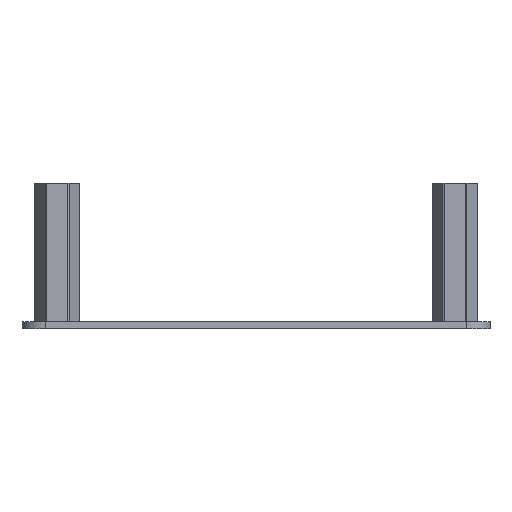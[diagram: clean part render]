
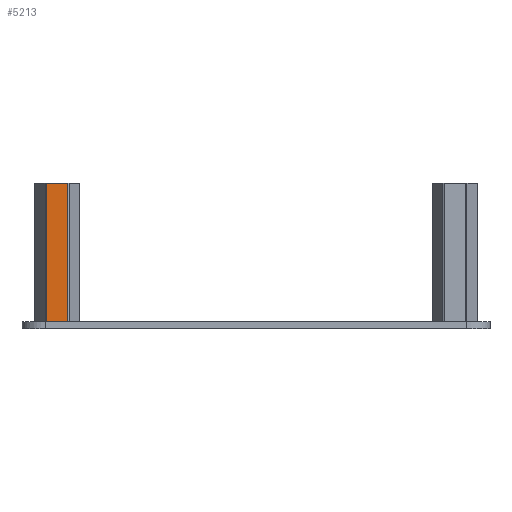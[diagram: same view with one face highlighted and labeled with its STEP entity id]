
A CAD part, front view. The second image highlights one B-rep face of the part: STEP entity #5213.
In plain terms, the highlighted planar face has unit normal (0, -1, 0).
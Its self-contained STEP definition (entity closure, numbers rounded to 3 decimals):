
#344=FACE_OUTER_BOUND('',#633,.T.);
#633=EDGE_LOOP('',(#4628,#4629,#4630,#4631));
#1324=LINE('',#8234,#2029);
#1335=LINE('',#8254,#2040);
#1336=LINE('',#8257,#2041);
#1337=LINE('',#8258,#2042);
#2029=VECTOR('',#6754,10.);
#2040=VECTOR('',#6767,10.);
#2041=VECTOR('',#6770,10.);
#2042=VECTOR('',#6771,10.);
#2522=VERTEX_POINT('',#8231);
#2523=VERTEX_POINT('',#8233);
#2531=VERTEX_POINT('',#8252);
#2532=VERTEX_POINT('',#8256);
#3233=EDGE_CURVE('',#2522,#2523,#1324,.T.);
#3244=EDGE_CURVE('',#2531,#2522,#1335,.T.);
#3245=EDGE_CURVE('',#2531,#2532,#1336,.T.);
#3246=EDGE_CURVE('',#2523,#2532,#1337,.T.);
#4628=ORIENTED_EDGE('',*,*,#3244,.F.);
#4629=ORIENTED_EDGE('',*,*,#3245,.T.);
#4630=ORIENTED_EDGE('',*,*,#3246,.F.);
#4631=ORIENTED_EDGE('',*,*,#3233,.F.);
#4951=PLANE('',#5521);
#5213=ADVANCED_FACE('',(#344),#4951,.T.);
#5521=AXIS2_PLACEMENT_3D('',#8255,#6768,#6769);
#6754=DIRECTION('',(1.,0.,0.));
#6767=DIRECTION('',(0.,0.,1.));
#6768=DIRECTION('center_axis',(0.,-1.,0.));
#6769=DIRECTION('ref_axis',(1.,0.,0.));
#6770=DIRECTION('',(1.,0.,0.));
#6771=DIRECTION('',(0.,0.,-1.));
#8231=CARTESIAN_POINT('',(-2.283,-4.3,30.));
#8233=CARTESIAN_POINT('',(2.283,-4.3,30.));
#8234=CARTESIAN_POINT('',(-2.483,-4.3,30.));
#8252=CARTESIAN_POINT('',(-2.283,-4.3,0.));
#8254=CARTESIAN_POINT('',(-2.283,-4.3,0.));
#8255=CARTESIAN_POINT('Origin',(-2.483,-4.3,0.));
#8256=CARTESIAN_POINT('',(2.283,-4.3,0.));
#8257=CARTESIAN_POINT('',(-2.483,-4.3,0.));
#8258=CARTESIAN_POINT('',(2.283,-4.3,0.));
